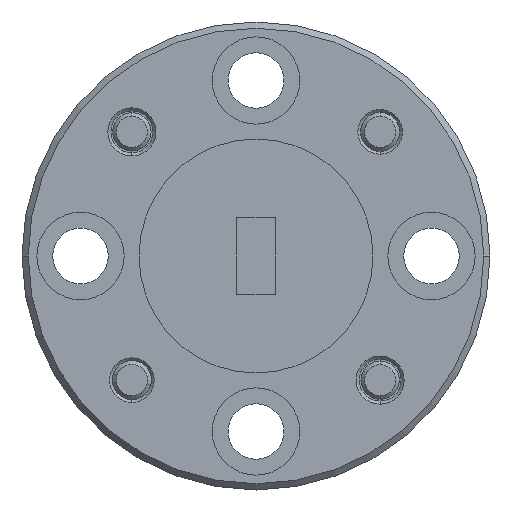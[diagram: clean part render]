
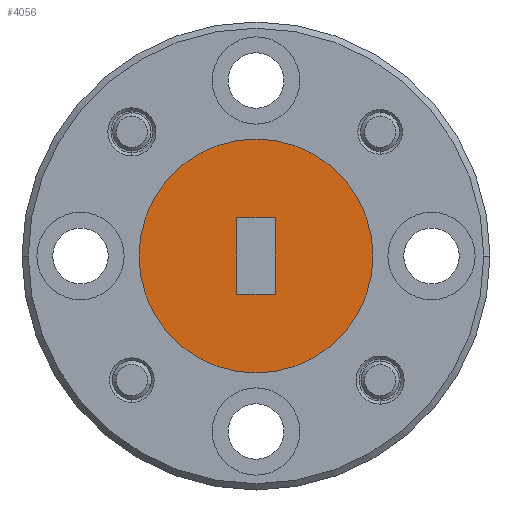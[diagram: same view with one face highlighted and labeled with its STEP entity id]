
A CAD part, left-side view. The second image highlights one B-rep face of the part: STEP entity #4056.
In plain terms, the highlighted planar face has unit normal (-1, 0, 0).
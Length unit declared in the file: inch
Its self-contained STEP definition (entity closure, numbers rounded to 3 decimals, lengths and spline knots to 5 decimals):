
#132 = CARTESIAN_POINT ( 'NONE',  ( -0.65805, 2.12052, 2.82361 ) ) ;
#289 = VERTEX_POINT ( 'NONE', #950 ) ;
#368 = LINE ( 'NONE', #3253, #3877 ) ;
#371 = CARTESIAN_POINT ( 'NONE',  ( -0.65805, 2.09002, 2.88461 ) ) ;
#393 = PLANE ( 'NONE',  #3540 ) ;
#404 = ORIENTED_EDGE ( 'NONE', *, *, #3027, .T. ) ;
#559 = VECTOR ( 'NONE', #2154, 39.37008 ) ;
#573 = EDGE_CURVE ( 'NONE', #3554, #3760, #2901, .T. ) ;
#691 = CARTESIAN_POINT ( 'NONE',  ( -0.65805, 2.09002, 2.88461 ) ) ;
#832 = VERTEX_POINT ( 'NONE', #2683 ) ;
#950 = CARTESIAN_POINT ( 'NONE',  ( -0.65805, 1.90252, 2.88461 ) ) ;
#965 = CARTESIAN_POINT ( 'NONE',  ( -0.65805, 2.09002, 2.88461 ) ) ;
#973 = DIRECTION ( 'NONE',  ( 1., 0., 0. ) ) ;
#995 = FACE_BOUND ( 'NONE', #1406, .T. ) ;
#1047 = DIRECTION ( 'NONE',  ( 0., 1., 0. ) ) ;
#1070 = EDGE_CURVE ( 'NONE', #3760, #1457, #2748, .T. ) ;
#1118 = ORIENTED_EDGE ( 'NONE', *, *, #573, .T. ) ;
#1145 = CARTESIAN_POINT ( 'NONE',  ( -0.65805, 2.12052, 2.82361 ) ) ;
#1153 = VECTOR ( 'NONE', #3083, 39.37008 ) ;
#1260 = DIRECTION ( 'NONE',  ( 0., 0., -1. ) ) ;
#1264 = EDGE_CURVE ( 'NONE', #832, #289, #1285, .T. ) ;
#1285 = CIRCLE ( 'NONE', #2822, 0.1875 ) ;
#1390 = AXIS2_PLACEMENT_3D ( 'NONE', #965, #1625, #1047 ) ;
#1406 = EDGE_LOOP ( 'NONE', ( #4101, #404, #3911, #1118 ) ) ;
#1457 = VERTEX_POINT ( 'NONE', #4083 ) ;
#1487 = DIRECTION ( 'NONE',  ( 0., -1., 0. ) ) ;
#1547 = VECTOR ( 'NONE', #1487, 39.37008 ) ;
#1625 = DIRECTION ( 'NONE',  ( 1., 0., 0. ) ) ;
#1680 = CIRCLE ( 'NONE', #1390, 0.1875 ) ;
#1734 = CARTESIAN_POINT ( 'NONE',  ( -0.65805, 2.05952, 2.82361 ) ) ;
#2025 = EDGE_LOOP ( 'NONE', ( #4128, #2541 ) ) ;
#2065 = LINE ( 'NONE', #1734, #1153 ) ;
#2154 = DIRECTION ( 'NONE',  ( 0., 0., 1. ) ) ;
#2253 = CARTESIAN_POINT ( 'NONE',  ( -0.65805, 2.05952, 2.82361 ) ) ;
#2541 = ORIENTED_EDGE ( 'NONE', *, *, #3036, .F. ) ;
#2683 = CARTESIAN_POINT ( 'NONE',  ( -0.65805, 2.27752, 2.88461 ) ) ;
#2694 = EDGE_CURVE ( 'NONE', #3663, #3554, #2065, .T. ) ;
#2708 = DIRECTION ( 'NONE',  ( 0., -1., 0. ) ) ;
#2748 = LINE ( 'NONE', #4119, #1547 ) ;
#2822 = AXIS2_PLACEMENT_3D ( 'NONE', #691, #973, #2998 ) ;
#2901 = LINE ( 'NONE', #132, #559 ) ;
#2935 = CARTESIAN_POINT ( 'NONE',  ( -0.65805, 2.12052, 2.94561 ) ) ;
#2998 = DIRECTION ( 'NONE',  ( 0., 1., 0. ) ) ;
#3022 = DIRECTION ( 'NONE',  ( -1., 0., 0. ) ) ;
#3027 = EDGE_CURVE ( 'NONE', #1457, #3663, #368, .T. ) ;
#3036 = EDGE_CURVE ( 'NONE', #289, #832, #1680, .T. ) ;
#3066 = FACE_OUTER_BOUND ( 'NONE', #2025, .T. ) ;
#3083 = DIRECTION ( 'NONE',  ( 0., 1., 0. ) ) ;
#3253 = CARTESIAN_POINT ( 'NONE',  ( -0.65805, 2.05952, 2.82361 ) ) ;
#3540 = AXIS2_PLACEMENT_3D ( 'NONE', #371, #3022, #2708 ) ;
#3554 = VERTEX_POINT ( 'NONE', #1145 ) ;
#3663 = VERTEX_POINT ( 'NONE', #2253 ) ;
#3760 = VERTEX_POINT ( 'NONE', #2935 ) ;
#3877 = VECTOR ( 'NONE', #1260, 39.37008 ) ;
#3911 = ORIENTED_EDGE ( 'NONE', *, *, #2694, .T. ) ;
#4056 = ADVANCED_FACE ( 'NONE', ( #995, #3066 ), #393, .T. ) ;
#4083 = CARTESIAN_POINT ( 'NONE',  ( -0.65805, 2.05952, 2.94561 ) ) ;
#4101 = ORIENTED_EDGE ( 'NONE', *, *, #1070, .T. ) ;
#4119 = CARTESIAN_POINT ( 'NONE',  ( -0.65805, 2.05952, 2.94561 ) ) ;
#4128 = ORIENTED_EDGE ( 'NONE', *, *, #1264, .F. ) ;
